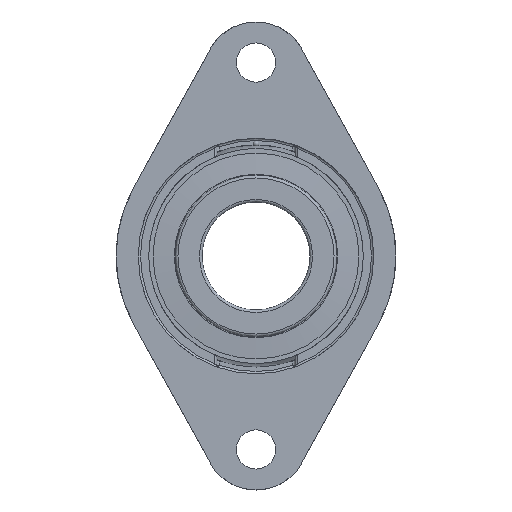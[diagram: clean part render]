
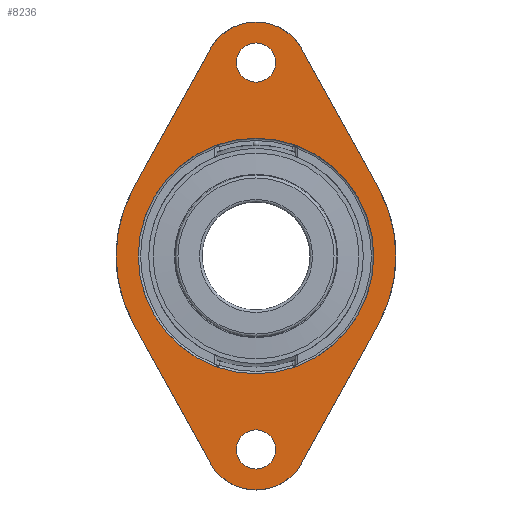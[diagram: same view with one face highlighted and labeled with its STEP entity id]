
A CAD part, left-side view. The second image highlights one B-rep face of the part: STEP entity #8236.
In plain terms, the highlighted face is planar.
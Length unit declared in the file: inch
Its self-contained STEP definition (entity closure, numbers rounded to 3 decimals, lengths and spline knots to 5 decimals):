
#5557=CARTESIAN_POINT('',(1.02666,-1.84198,-0.));
#5558=VERTEX_POINT('',#5557);
#5565=CARTESIAN_POINT('',(3.11646,-0.6895,-0.));
#5566=VERTEX_POINT('',#5565);
#5567=CARTESIAN_POINT('',(1.02666,-1.84198,-0.));
#5568=DIRECTION('',(0.876,0.483,0.));
#5569=VECTOR('',#5568,0.93958);
#5570=LINE('',#5567,#5569);
#5571=EDGE_CURVE('',#5558,#5566,#5570,.T.);
#5590=CARTESIAN_POINT('',(-1.02666,-1.84198,-0.));
#5591=VERTEX_POINT('',#5590);
#5598=CARTESIAN_POINT('',(-0.,0.01969,0.));
#5599=DIRECTION('',(0.,-0.,1.));
#5600=DIRECTION('',(1.,0.,0.));
#5601=AXIS2_PLACEMENT_3D('',#5598,#5599,#5600);
#5602=CIRCLE('',#5601,2.12598);
#5603=EDGE_CURVE('',#5591,#5558,#5602,.T.);
#5616=CARTESIAN_POINT('',(-3.11646,-0.6895,-0.));
#5617=VERTEX_POINT('',#5616);
#5624=CARTESIAN_POINT('',(-3.11646,-0.6895,-0.));
#5625=DIRECTION('',(0.876,-0.483,-0.));
#5626=VECTOR('',#5625,0.93958);
#5627=LINE('',#5624,#5626);
#5628=EDGE_CURVE('',#5617,#5591,#5627,.T.);
#5689=CARTESIAN_POINT('',(3.11646,0.6895,0.));
#5690=VERTEX_POINT('',#5689);
#5691=CARTESIAN_POINT('',(2.73622,0.,0.));
#5692=DIRECTION('',(0.,-0.,1.));
#5693=DIRECTION('',(1.,0.,0.));
#5694=AXIS2_PLACEMENT_3D('',#5691,#5692,#5693);
#5695=CIRCLE('',#5694,0.7874);
#5696=EDGE_CURVE('',#5566,#5690,#5695,.T.);
#7691=CARTESIAN_POINT('',(-0.,-1.77369,-0.));
#7692=VERTEX_POINT('',#7691);
#7713=CARTESIAN_POINT('',(0.,1.77369,0.));
#7714=VERTEX_POINT('',#7713);
#7715=CARTESIAN_POINT('',(0.,-0.,0.));
#7716=DIRECTION('',(0.,-0.,1.));
#7717=DIRECTION('',(0.,1.,0.));
#7718=AXIS2_PLACEMENT_3D('',#7715,#7716,#7717);
#7719=CIRCLE('',#7718,1.77369);
#7720=EDGE_CURVE('',#7714,#7692,#7719,.T.);
#7722=CARTESIAN_POINT('',(0.,-0.,0.));
#7723=DIRECTION('',(0.,-0.,1.));
#7724=DIRECTION('',(0.,1.,0.));
#7725=AXIS2_PLACEMENT_3D('',#7722,#7723,#7724);
#7726=CIRCLE('',#7725,1.77369);
#7727=EDGE_CURVE('',#7692,#7714,#7726,.T.);
#8127=CARTESIAN_POINT('',(2.61811,0.,0.));
#8128=VERTEX_POINT('',#8127);
#8135=CARTESIAN_POINT('',(2.91339,0.,0.));
#8136=DIRECTION('',(0.,-0.,1.));
#8137=DIRECTION('',(1.,0.,0.));
#8138=AXIS2_PLACEMENT_3D('',#8135,#8136,#8137);
#8139=CIRCLE('',#8138,0.29528);
#8140=EDGE_CURVE('',#8128,#8128,#8139,.T.);
#8153=CARTESIAN_POINT('',(-3.20866,0.,0.));
#8154=VERTEX_POINT('',#8153);
#8161=CARTESIAN_POINT('',(-2.91339,0.,0.));
#8162=DIRECTION('',(0.,-0.,1.));
#8163=DIRECTION('',(1.,0.,0.));
#8164=AXIS2_PLACEMENT_3D('',#8161,#8162,#8163);
#8165=CIRCLE('',#8164,0.29528);
#8166=EDGE_CURVE('',#8154,#8154,#8165,.T.);
#8174=CARTESIAN_POINT('',(0.,-0.,-0.));
#8175=DIRECTION('',(0.,-0.,1.));
#8176=DIRECTION('',(1.,0.,0.));
#8177=AXIS2_PLACEMENT_3D('',#8174,#8175,#8176);
#8178=PLANE('',#8177);
#8179=ORIENTED_EDGE('',*,*,#7720,.T.);
#8180=ORIENTED_EDGE('',*,*,#7727,.T.);
#8181=EDGE_LOOP('',(#8179,#8180));
#8182=FACE_BOUND('',#8181,.T.);
#8183=CARTESIAN_POINT('',(-1.02666,1.84198,0.));
#8184=VERTEX_POINT('',#8183);
#8185=CARTESIAN_POINT('',(-3.11646,0.6895,0.));
#8186=VERTEX_POINT('',#8185);
#8187=CARTESIAN_POINT('',(-1.02666,1.84198,0.));
#8188=DIRECTION('',(-0.876,-0.483,-0.));
#8189=VECTOR('',#8188,0.93958);
#8190=LINE('',#8187,#8189);
#8191=EDGE_CURVE('',#8184,#8186,#8190,.T.);
#8192=ORIENTED_EDGE('',*,*,#8191,.F.);
#8193=CARTESIAN_POINT('',(1.02666,1.84198,0.));
#8194=VERTEX_POINT('',#8193);
#8195=CARTESIAN_POINT('',(-0.,-0.01969,-0.));
#8196=DIRECTION('',(0.,-0.,1.));
#8197=DIRECTION('',(1.,0.,0.));
#8198=AXIS2_PLACEMENT_3D('',#8195,#8196,#8197);
#8199=CIRCLE('',#8198,2.12598);
#8200=EDGE_CURVE('',#8194,#8184,#8199,.T.);
#8201=ORIENTED_EDGE('',*,*,#8200,.F.);
#8202=CARTESIAN_POINT('',(3.11646,0.6895,0.));
#8203=DIRECTION('',(-0.876,0.483,0.));
#8204=VECTOR('',#8203,0.93958);
#8205=LINE('',#8202,#8204);
#8206=EDGE_CURVE('',#5690,#8194,#8205,.T.);
#8207=ORIENTED_EDGE('',*,*,#8206,.F.);
#8208=ORIENTED_EDGE('',*,*,#5696,.F.);
#8209=ORIENTED_EDGE('',*,*,#5571,.F.);
#8210=ORIENTED_EDGE('',*,*,#5603,.F.);
#8211=ORIENTED_EDGE('',*,*,#5628,.F.);
#8212=CARTESIAN_POINT('',(-3.52362,0.,0.));
#8213=VERTEX_POINT('',#8212);
#8214=CARTESIAN_POINT('',(-2.73622,0.,0.));
#8215=DIRECTION('',(0.,-0.,1.));
#8216=DIRECTION('',(1.,0.,0.));
#8217=AXIS2_PLACEMENT_3D('',#8214,#8215,#8216);
#8218=CIRCLE('',#8217,0.7874);
#8219=EDGE_CURVE('',#8213,#5617,#8218,.T.);
#8220=ORIENTED_EDGE('',*,*,#8219,.F.);
#8221=CARTESIAN_POINT('',(-2.73622,0.,0.));
#8222=DIRECTION('',(0.,-0.,1.));
#8223=DIRECTION('',(1.,0.,0.));
#8224=AXIS2_PLACEMENT_3D('',#8221,#8222,#8223);
#8225=CIRCLE('',#8224,0.7874);
#8226=EDGE_CURVE('',#8186,#8213,#8225,.T.);
#8227=ORIENTED_EDGE('',*,*,#8226,.F.);
#8228=EDGE_LOOP('',(#8192,#8201,#8207,#8208,#8209,#8210,#8211,#8220,#8227));
#8229=FACE_BOUND('',#8228,.T.);
#8230=ORIENTED_EDGE('',*,*,#8166,.T.);
#8231=EDGE_LOOP('',(#8230));
#8232=FACE_BOUND('',#8231,.T.);
#8233=ORIENTED_EDGE('',*,*,#8140,.T.);
#8234=EDGE_LOOP('',(#8233));
#8235=FACE_BOUND('',#8234,.T.);
#8236=ADVANCED_FACE('',(#8182,#8229,#8232,#8235),#8178,.F.);
